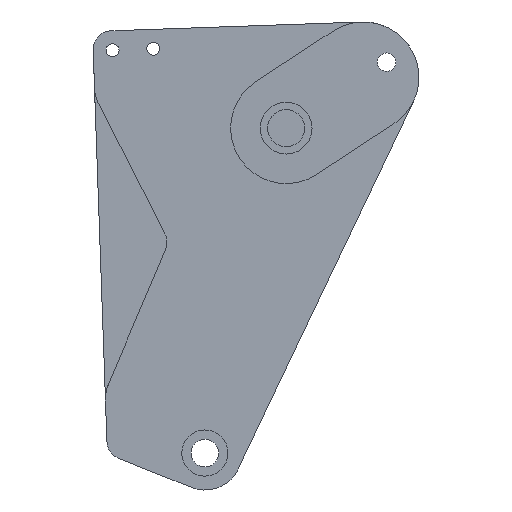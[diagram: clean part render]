
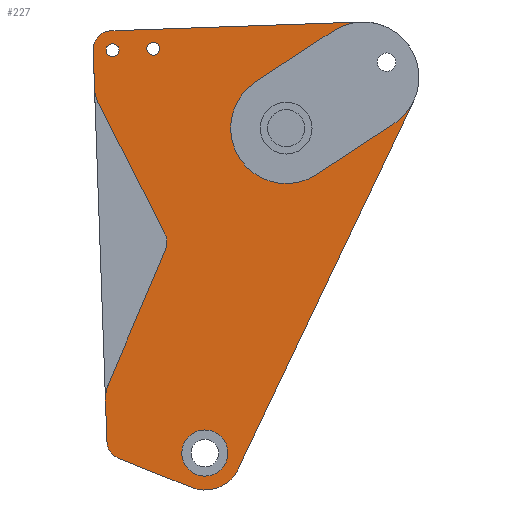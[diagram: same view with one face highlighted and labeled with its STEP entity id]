
A CAD part, left-side view. The second image highlights one B-rep face of the part: STEP entity #227.
In plain terms, the highlighted planar face has unit normal (-1, 0, 0).
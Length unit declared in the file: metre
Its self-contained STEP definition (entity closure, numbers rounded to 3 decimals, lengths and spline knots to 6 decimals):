
#227 = ADVANCED_FACE( '', ( #513, #514, #515, #516, #517, #518 ), #519, .T. );
#513 = FACE_BOUND( '', #836, .T. );
#514 = FACE_BOUND( '', #837, .T. );
#515 = FACE_OUTER_BOUND( '', #838, .T. );
#516 = FACE_BOUND( '', #839, .T. );
#517 = FACE_BOUND( '', #840, .T. );
#518 = FACE_BOUND( '', #841, .T. );
#519 = PLANE( '', #842 );
#836 = EDGE_LOOP( '', ( #1447 ) );
#837 = EDGE_LOOP( '', ( #1448 ) );
#838 = EDGE_LOOP( '', ( #1449, #1450, #1451, #1452, #1453, #1454, #1455, #1456, #1457, #1458, #1459, #1460, #1461, #1462 ) );
#839 = EDGE_LOOP( '', ( #1463 ) );
#840 = EDGE_LOOP( '', ( #1464 ) );
#841 = EDGE_LOOP( '', ( #1465 ) );
#842 = AXIS2_PLACEMENT_3D( '', #1466, #1467, #1468 );
#1447 = ORIENTED_EDGE( '', *, *, #1972, .F. );
#1448 = ORIENTED_EDGE( '', *, *, #1818, .F. );
#1449 = ORIENTED_EDGE( '', *, *, #1730, .F. );
#1450 = ORIENTED_EDGE( '', *, *, #1779, .T. );
#1451 = ORIENTED_EDGE( '', *, *, #1932, .F. );
#1452 = ORIENTED_EDGE( '', *, *, #1910, .T. );
#1453 = ORIENTED_EDGE( '', *, *, #1930, .T. );
#1454 = ORIENTED_EDGE( '', *, *, #1744, .T. );
#1455 = ORIENTED_EDGE( '', *, *, #1856, .T. );
#1456 = ORIENTED_EDGE( '', *, *, #1884, .F. );
#1457 = ORIENTED_EDGE( '', *, *, #1973, .F. );
#1458 = ORIENTED_EDGE( '', *, *, #1974, .T. );
#1459 = ORIENTED_EDGE( '', *, *, #1975, .F. );
#1460 = ORIENTED_EDGE( '', *, *, #1976, .T. );
#1461 = ORIENTED_EDGE( '', *, *, #1791, .F. );
#1462 = ORIENTED_EDGE( '', *, *, #1934, .T. );
#1463 = ORIENTED_EDGE( '', *, *, #1747, .F. );
#1464 = ORIENTED_EDGE( '', *, *, #1977, .F. );
#1465 = ORIENTED_EDGE( '', *, *, #1925, .F. );
#1466 = CARTESIAN_POINT( '', ( -0.093999, -2.569476, 1.772708 ) );
#1467 = DIRECTION( '', ( -1., 0., 0. ) );
#1468 = DIRECTION( '', ( 0., -1., 0. ) );
#1730 = EDGE_CURVE( '', #2032, #2034, #2035, .T. );
#1744 = EDGE_CURVE( '', #2059, #2057, #2060, .T. );
#1747 = EDGE_CURVE( '', #2063, #2063, #2064, .T. );
#1779 = EDGE_CURVE( '', #2032, #2120, #2122, .T. );
#1791 = EDGE_CURVE( '', #2140, #2142, #2143, .T. );
#1818 = EDGE_CURVE( '', #2186, #2186, #2187, .T. );
#1856 = EDGE_CURVE( '', #2057, #2248, #2250, .T. );
#1884 = EDGE_CURVE( '', #2293, #2248, #2295, .T. );
#1910 = EDGE_CURVE( '', #2335, #2333, #2336, .T. );
#1925 = EDGE_CURVE( '', #2356, #2356, #2357, .T. );
#1930 = EDGE_CURVE( '', #2333, #2059, #2363, .T. );
#1932 = EDGE_CURVE( '', #2335, #2120, #2365, .T. );
#1934 = EDGE_CURVE( '', #2140, #2034, #2367, .T. );
#1972 = EDGE_CURVE( '', #2417, #2417, #2418, .T. );
#1973 = EDGE_CURVE( '', #2419, #2293, #2420, .T. );
#1974 = EDGE_CURVE( '', #2419, #2421, #2422, .T. );
#1975 = EDGE_CURVE( '', #2423, #2421, #2424, .T. );
#1976 = EDGE_CURVE( '', #2423, #2142, #2425, .T. );
#1977 = EDGE_CURVE( '', #2426, #2426, #2427, .T. );
#2032 = VERTEX_POINT( '', #2486 );
#2034 = VERTEX_POINT( '', #2489 );
#2035 = LINE( '', #2490, #2491 );
#2057 = VERTEX_POINT( '', #2518 );
#2059 = VERTEX_POINT( '', #2521 );
#2060 = CIRCLE( '', #2522, 0.0254 );
#2063 = VERTEX_POINT( '', #2526 );
#2064 = CIRCLE( '', #2527, 0.00635 );
#2120 = VERTEX_POINT( '', #2595 );
#2122 = CIRCLE( '', #2598, 0.0381 );
#2140 = VERTEX_POINT( '', #2622 );
#2142 = VERTEX_POINT( '', #2625 );
#2143 = LINE( '', #2626, #2627 );
#2186 = VERTEX_POINT( '', #2678 );
#2187 = CIRCLE( '', #2679, 0.015875 );
#2248 = VERTEX_POINT( '', #2757 );
#2250 = LINE( '', #2760, #2761 );
#2293 = VERTEX_POINT( '', #2817 );
#2295 = CIRCLE( '', #2820, 0.0127 );
#2333 = VERTEX_POINT( '', #2873 );
#2335 = VERTEX_POINT( '', #2876 );
#2336 = CIRCLE( '', #2877, 0.0127 );
#2356 = VERTEX_POINT( '', #2902 );
#2357 = CIRCLE( '', #2903, 0.004445 );
#2363 = LINE( '', #2911, #2912 );
#2365 = LINE( '', #2914, #2915 );
#2367 = CIRCLE( '', #2917, 0.0254 );
#2417 = VERTEX_POINT( '', #2984 );
#2418 = CIRCLE( '', #2985, 0.01778 );
#2419 = VERTEX_POINT( '', #2986 );
#2420 = LINE( '', #2987, #2988 );
#2421 = VERTEX_POINT( '', #2989 );
#2422 = CIRCLE( '', #2990, 0.0254 );
#2423 = VERTEX_POINT( '', #2991 );
#2424 = LINE( '', #2992, #2993 );
#2425 = CIRCLE( '', #2994, 0.0127 );
#2426 = VERTEX_POINT( '', #2995 );
#2427 = CIRCLE( '', #2996, 0.004445 );
#2486 = CARTESIAN_POINT( '', ( -0.093999, -2.688218, 1.979447 ) );
#2489 = CARTESIAN_POINT( '', ( -0.093999, -2.567835, 1.726931 ) );
#2490 = CARTESIAN_POINT( '', ( -0.093999, -2.628026, 1.853189 ) );
#2491 = VECTOR( '', #3068, 1. );
#2518 = CARTESIAN_POINT( '', ( -0.093999, -2.471857, 1.977992 ) );
#2521 = CARTESIAN_POINT( '', ( -0.093999, -2.469102, 1.988636 ) );
#2522 = AXIS2_PLACEMENT_3D( '', #3087, #3088, #3089 );
#2526 = CARTESIAN_POINT( '', ( -0.093999, -2.669755, 2.012641 ) );
#2527 = AXIS2_PLACEMENT_3D( '', #3091, #3092, #3093 );
#2595 = CARTESIAN_POINT( '', ( -0.093999, -2.652489, 2.03392 ) );
#2598 = AXIS2_PLACEMENT_3D( '', #3149, #3150, #3151 );
#2622 = CARTESIAN_POINT( '', ( -0.093999, -2.535471, 1.714279 ) );
#2625 = CARTESIAN_POINT( '', ( -0.093999, -2.485612, 1.73423 ) );
#2626 = CARTESIAN_POINT( '', ( -0.093999, -2.510542, 1.724254 ) );
#2627 = VECTOR( '', #3162, 1. );
#2678 = CARTESIAN_POINT( '', ( -0.093999, -2.544907, 1.753736 ) );
#2679 = AXIS2_PLACEMENT_3D( '', #3207, #3208, #3209 );
#2757 = CARTESIAN_POINT( '', ( -0.093999, -2.517524, 1.88841 ) );
#2760 = CARTESIAN_POINT( '', ( -0.093999, -2.49469, 1.933201 ) );
#2761 = VECTOR( '', #3261, 1. );
#2817 = CARTESIAN_POINT( '', ( -0.093999, -2.5179, 1.877682 ) );
#2820 = AXIS2_PLACEMENT_3D( '', #3303, #3304, #3305 );
#2873 = CARTESIAN_POINT( '', ( -0.093999, -2.468185, 2.014739 ) );
#2876 = CARTESIAN_POINT( '', ( -0.093999, -2.480432, 2.027877 ) );
#2877 = AXIS2_PLACEMENT_3D( '', #3337, #3338, #3339 );
#2902 = CARTESIAN_POINT( '', ( -0.093999, -2.509457, 2.019998 ) );
#2903 = AXIS2_PLACEMENT_3D( '', #3357, #3358, #3359 );
#2911 = CARTESIAN_POINT( '', ( -0.093999, -2.468644, 2.001688 ) );
#2912 = VECTOR( '', #3362, 1. );
#2914 = CARTESIAN_POINT( '', ( -0.093999, -2.56646, 2.030898 ) );
#2915 = VECTOR( '', #3363, 1. );
#2917 = AXIS2_PLACEMENT_3D( '', #3364, #3365, #3366 );
#2984 = CARTESIAN_POINT( '', ( -0.093999, -2.600729, 1.978796 ) );
#2985 = AXIS2_PLACEMENT_3D( '', #3399, #3400, #3401 );
#2986 = CARTESIAN_POINT( '', ( -0.093999, -2.478631, 1.785118 ) );
#2987 = CARTESIAN_POINT( '', ( -0.093999, -2.498266, 1.8314 ) );
#2988 = VECTOR( '', #3402, 1. );
#2989 = CARTESIAN_POINT( '', ( -0.093999, -2.476629, 1.774306 ) );
#2990 = AXIS2_PLACEMENT_3D( '', #3403, #3404, #3405 );
#2991 = CARTESIAN_POINT( '', ( -0.093999, -2.477638, 1.745575 ) );
#2992 = CARTESIAN_POINT( '', ( -0.093999, -2.477134, 1.759941 ) );
#2993 = VECTOR( '', #3406, 1. );
#2994 = AXIS2_PLACEMENT_3D( '', #3407, #3408, #3409 );
#2995 = CARTESIAN_POINT( '', ( -0.093999, -2.481534, 2.019018 ) );
#2996 = AXIS2_PLACEMENT_3D( '', #3410, #3411, #3412 );
#3068 = DIRECTION( '', ( 0., 0.43, -0.903 ) );
#3087 = CARTESIAN_POINT( '', ( -0.093999, -2.494486, 1.989528 ) );
#3088 = DIRECTION( '', ( -1., 0., 0. ) );
#3089 = DIRECTION( '', ( 0., 0., 1. ) );
#3091 = CARTESIAN_POINT( '', ( -0.093999, -2.669755, 2.006291 ) );
#3092 = DIRECTION( '', ( -1., 0., 0. ) );
#3093 = DIRECTION( '', ( 0., 0., 1. ) );
#3149 = CARTESIAN_POINT( '', ( -0.093999, -2.653826, 1.995843 ) );
#3150 = DIRECTION( '', ( -1., 0., 0. ) );
#3151 = DIRECTION( '', ( 0., 0., 1. ) );
#3162 = DIRECTION( '', ( 0., 0.928, 0.372 ) );
#3207 = CARTESIAN_POINT( '', ( -0.093999, -2.544907, 1.737861 ) );
#3208 = DIRECTION( '', ( -1., 0., 0. ) );
#3209 = DIRECTION( '', ( 0., 0., 1. ) );
#3261 = DIRECTION( '', ( 0., -0.454, -0.891 ) );
#3303 = CARTESIAN_POINT( '', ( -0.093999, -2.506209, 1.882642 ) );
#3304 = DIRECTION( '', ( -1., 0., 0. ) );
#3305 = DIRECTION( '', ( 0., 0., 1. ) );
#3337 = CARTESIAN_POINT( '', ( -0.093999, -2.480878, 2.015185 ) );
#3338 = DIRECTION( '', ( -1., 0., 0. ) );
#3339 = DIRECTION( '', ( 0., 0., 1. ) );
#3357 = CARTESIAN_POINT( '', ( -0.093999, -2.509457, 2.015553 ) );
#3358 = DIRECTION( '', ( -1., 0., 0. ) );
#3359 = DIRECTION( '', ( 0., 0., 1. ) );
#3362 = DIRECTION( '', ( 0., -0.035, -0.999 ) );
#3363 = DIRECTION( '', ( 0., -0.999, 0.035 ) );
#3364 = CARTESIAN_POINT( '', ( -0.093999, -2.544907, 1.737861 ) );
#3365 = DIRECTION( '', ( -1., 0., 0. ) );
#3366 = DIRECTION( '', ( 0., 0., 1. ) );
#3399 = CARTESIAN_POINT( '', ( -0.093999, -2.600729, 1.961016 ) );
#3400 = DIRECTION( '', ( -1., 0., 0. ) );
#3401 = DIRECTION( '', ( 0., 0., 1. ) );
#3402 = DIRECTION( '', ( 0., -0.391, 0.921 ) );
#3403 = CARTESIAN_POINT( '', ( -0.093999, -2.502013, 1.775198 ) );
#3404 = DIRECTION( '', ( -1., 0., 0. ) );
#3405 = DIRECTION( '', ( 0., 0., 1. ) );
#3406 = DIRECTION( '', ( 0., 0.035, 0.999 ) );
#3407 = CARTESIAN_POINT( '', ( -0.093999, -2.49033, 1.746021 ) );
#3408 = DIRECTION( '', ( -1., 0., 0. ) );
#3409 = DIRECTION( '', ( 0., 0., 1. ) );
#3410 = CARTESIAN_POINT( '', ( -0.093999, -2.481534, 2.014573 ) );
#3411 = DIRECTION( '', ( -1., 0., 0. ) );
#3412 = DIRECTION( '', ( 0., 0., 1. ) );
